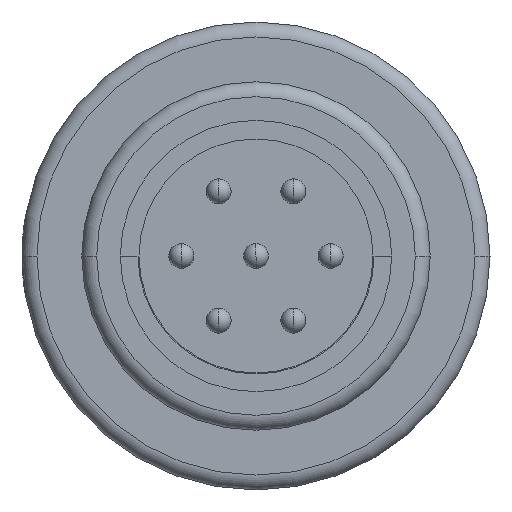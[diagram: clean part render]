
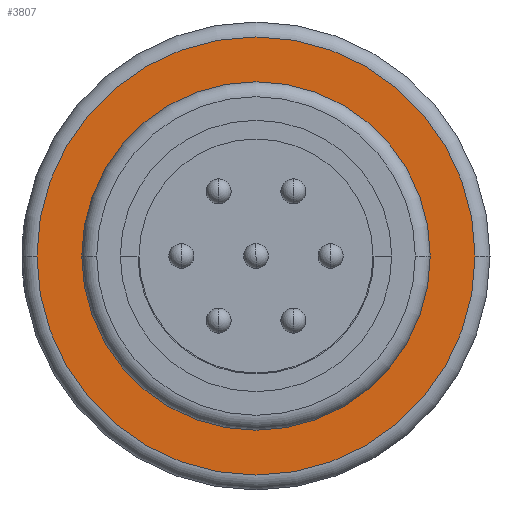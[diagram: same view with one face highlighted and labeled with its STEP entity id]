
A CAD part, left-side view. The second image highlights one B-rep face of the part: STEP entity #3807.
In plain terms, the highlighted planar face has unit normal (-1, 0, 0).
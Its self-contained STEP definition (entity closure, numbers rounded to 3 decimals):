
#231=CARTESIAN_POINT('',(-2.3,0.,0.));
#232=DIRECTION('',(-1.,0.,0.));
#233=DIRECTION('',(0.,1.,0.));
#234=AXIS2_PLACEMENT_3D('',#231,#232,#233);
#254=CARTESIAN_POINT('',(-2.3,0.,0.));
#255=DIRECTION('',(1.,0.,0.));
#256=DIRECTION('',(0.,1.,0.));
#257=AXIS2_PLACEMENT_3D('',#254,#255,#256);
#262=CARTESIAN_POINT('',(-2.3,0.,0.));
#263=DIRECTION('',(-1.,0.,0.));
#264=DIRECTION('',(0.,-1.,0.));
#265=AXIS2_PLACEMENT_3D('',#262,#263,#264);
#270=CARTESIAN_POINT('',(-2.3,0.,0.));
#271=DIRECTION('',(-1.,0.,0.));
#272=DIRECTION('',(0.,1.,0.));
#273=AXIS2_PLACEMENT_3D('',#270,#271,#272);
#3414=CARTESIAN_POINT('',(-2.3,3.5,0.));
#3415=CARTESIAN_POINT('',(-2.3,-3.5,0.));
#3416=VERTEX_POINT('',#3414);
#3417=VERTEX_POINT('',#3415);
#3478=CARTESIAN_POINT('',(-2.3,-4.4,0.));
#3479=CARTESIAN_POINT('',(-2.3,4.4,0.));
#3480=VERTEX_POINT('',#3478);
#3481=VERTEX_POINT('',#3479);
#3792=CARTESIAN_POINT('',(-2.3,0.,0.));
#3793=DIRECTION('',(1.,0.,0.));
#3794=DIRECTION('',(0.,-1.,0.));
#3795=AXIS2_PLACEMENT_3D('',#3792,#3793,#3794);
#3796=PLANE('',#3795);
#3798=ORIENTED_EDGE('',*,*,#3797,.F.);
#3800=ORIENTED_EDGE('',*,*,#3799,.F.);
#3801=EDGE_LOOP('',(#3798,#3800));
#3802=FACE_OUTER_BOUND('',#3801,.F.);
#3803=ORIENTED_EDGE('',*,*,#3779,.F.);
#3804=ORIENTED_EDGE('',*,*,#3758,.T.);
#3805=EDGE_LOOP('',(#3803,#3804));
#3806=FACE_BOUND('',#3805,.F.);
#235=CIRCLE('',#234,3.5);
#258=CIRCLE('',#257,3.5);
#266=CIRCLE('',#265,4.4);
#274=CIRCLE('',#273,4.4);
#3758=EDGE_CURVE('',#3416,#3417,#235,.T.);
#3779=EDGE_CURVE('',#3416,#3417,#258,.T.);
#3797=EDGE_CURVE('',#3480,#3481,#266,.T.);
#3799=EDGE_CURVE('',#3481,#3480,#274,.T.);
#3807=ADVANCED_FACE('',(#3802,#3806),#3796,.F.);
